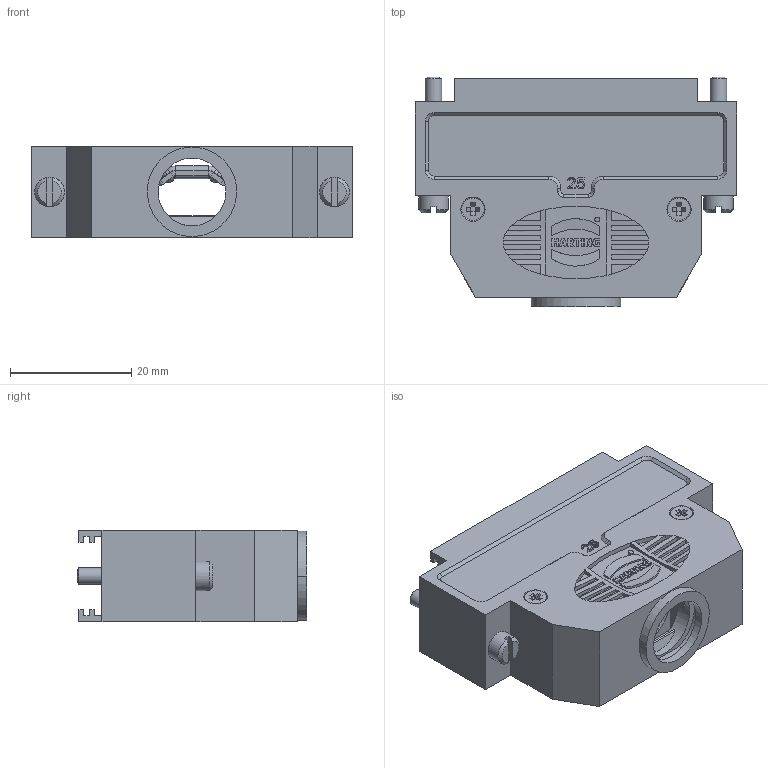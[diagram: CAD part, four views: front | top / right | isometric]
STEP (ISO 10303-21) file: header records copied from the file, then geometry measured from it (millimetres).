
FILE_DESCRIPTION(/* description */ (''),/* implementation_level */ '2;1');
FILE_NAME(/* name */ '100661118ugm000_b.stp',/* time_stamp */ '2019-08-06T09:29:21+02:00',/* author */ (''),/* organization */ (''),/* preprocessor_version */ 'ST-DEVELOPER v16.7',/* originating_system */ 'SIEMENS PLM Software NX 12.0',/* authorisation */ '');
FILE_SCHEMA (('AUTOMOTIVE_DESIGN { 1 0 10303 214 3 1 1 1 }'));
Length unit declared in the file: millimetre
Products named in the file (1): 100661118ugm000_b
Bounding box: 53 x 37.9 x 15.1 mm (x, y, z)
Volume: 9070.9 mm3; surface area: 10966.3 mm2
Topology: 1 solids, 1 shells, 1172 faces, 3126 edges, 2002 vertices
Faces by surface type: plane 781, cylinder 193, bspline 68, torus 64, extrusion 40, cone 26
Full cylindrical faces by diameter (mm): 0.8 x2, 2.2 x2, 2.72 x2, 3.7 x2, 4 x2, 4.15 x2, 4.9 x2, 11.2 x2
Entity records: 43504 total; most frequent: CARTESIAN_POINT 10001, ORIENTED_EDGE 6138, DIRECTION 5244, EDGE_CURVE 3069, VERTEX_POINT 1975, VECTOR 1892, LINE 1852, AXIS2_PLACEMENT_3D 1676
